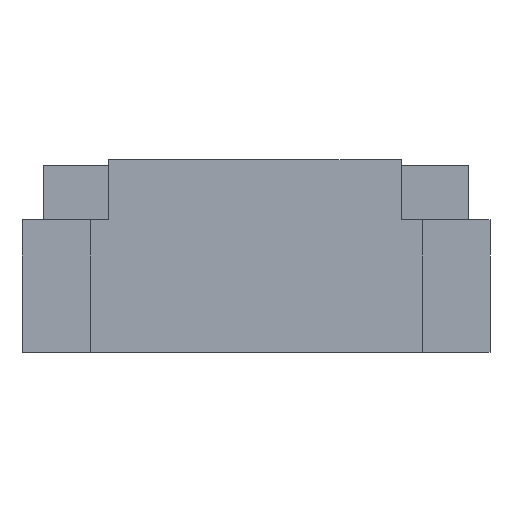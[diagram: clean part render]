
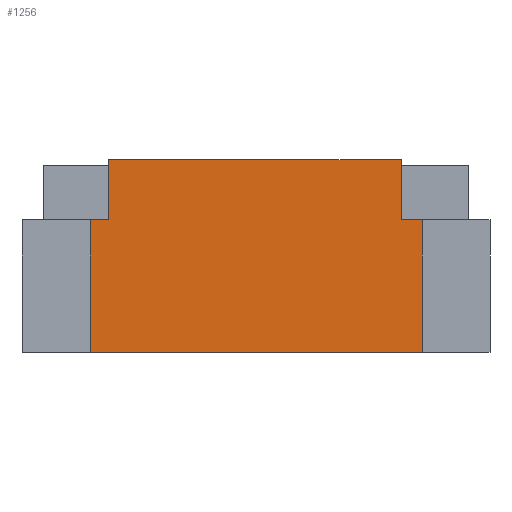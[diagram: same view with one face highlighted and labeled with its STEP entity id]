
A CAD part, left-side view. The second image highlights one B-rep face of the part: STEP entity #1256.
In plain terms, the highlighted planar face has unit normal (-1, 0, 0).
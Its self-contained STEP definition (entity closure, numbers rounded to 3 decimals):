
#947 = VERTEX_POINT('',#948);
#948 = CARTESIAN_POINT('',(0.5,5.483,4.6));
#954 = EDGE_CURVE('',#955,#947,#957,.T.);
#955 = VERTEX_POINT('',#956);
#956 = CARTESIAN_POINT('',(0.5,4.883,4.6));
#957 = LINE('',#958,#959);
#958 = CARTESIAN_POINT('',(0.5,5.383,4.6));
#959 = VECTOR('',#960,1.);
#960 = DIRECTION('',(0.,1.,0.));
#995 = VERTEX_POINT('',#996);
#996 = CARTESIAN_POINT('',(0.5,-4.832,4.6));
#1002 = EDGE_CURVE('',#995,#1003,#1005,.T.);
#1003 = VERTEX_POINT('',#1004);
#1004 = CARTESIAN_POINT('',(0.5,-5.532,4.6));
#1005 = LINE('',#1006,#1007);
#1006 = CARTESIAN_POINT('',(0.5,-5.432,4.6));
#1007 = VECTOR('',#1008,1.);
#1008 = DIRECTION('',(0.,-1.,0.));
#1238 = VERTEX_POINT('',#1239);
#1239 = CARTESIAN_POINT('',(0.5,5.483,0.2));
#1245 = EDGE_CURVE('',#1238,#947,#1246,.T.);
#1246 = LINE('',#1247,#1248);
#1247 = CARTESIAN_POINT('',(0.5,5.483,4.5));
#1248 = VECTOR('',#1249,1.);
#1249 = DIRECTION('',(0.,0.,1.));
#1256 = ADVANCED_FACE('',(#1257),#1298,.T.);
#1257 = FACE_BOUND('',#1258,.T.);
#1258 = EDGE_LOOP('',(#1259,#1260,#1261,#1269,#1275,#1276,#1284,#1292));
#1259 = ORIENTED_EDGE('',*,*,#954,.T.);
#1260 = ORIENTED_EDGE('',*,*,#1245,.F.);
#1261 = ORIENTED_EDGE('',*,*,#1262,.F.);
#1262 = EDGE_CURVE('',#1263,#1238,#1265,.T.);
#1263 = VERTEX_POINT('',#1264);
#1264 = CARTESIAN_POINT('',(0.5,-5.532,0.2));
#1265 = LINE('',#1266,#1267);
#1266 = CARTESIAN_POINT('',(0.5,5.383,0.2));
#1267 = VECTOR('',#1268,1.);
#1268 = DIRECTION('',(0.,1.,0.));
#1269 = ORIENTED_EDGE('',*,*,#1270,.T.);
#1270 = EDGE_CURVE('',#1263,#1003,#1271,.T.);
#1271 = LINE('',#1272,#1273);
#1272 = CARTESIAN_POINT('',(0.5,-5.532,4.));
#1273 = VECTOR('',#1274,1.);
#1274 = DIRECTION('',(0.,0.,1.));
#1275 = ORIENTED_EDGE('',*,*,#1002,.F.);
#1276 = ORIENTED_EDGE('',*,*,#1277,.F.);
#1277 = EDGE_CURVE('',#1278,#995,#1280,.T.);
#1278 = VERTEX_POINT('',#1279);
#1279 = CARTESIAN_POINT('',(0.5,-4.832,6.6));
#1280 = LINE('',#1281,#1282);
#1281 = CARTESIAN_POINT('',(0.5,-4.832,5.));
#1282 = VECTOR('',#1283,1.);
#1283 = DIRECTION('',(-0.,-0.,-1.));
#1284 = ORIENTED_EDGE('',*,*,#1285,.T.);
#1285 = EDGE_CURVE('',#1278,#1286,#1288,.T.);
#1286 = VERTEX_POINT('',#1287);
#1287 = CARTESIAN_POINT('',(0.5,4.883,6.6));
#1288 = LINE('',#1289,#1290);
#1289 = CARTESIAN_POINT('',(0.5,4.883,6.6));
#1290 = VECTOR('',#1291,1.);
#1291 = DIRECTION('',(0.,1.,0.));
#1292 = ORIENTED_EDGE('',*,*,#1293,.F.);
#1293 = EDGE_CURVE('',#955,#1286,#1294,.T.);
#1294 = LINE('',#1295,#1296);
#1295 = CARTESIAN_POINT('',(0.5,4.883,6.5));
#1296 = VECTOR('',#1297,1.);
#1297 = DIRECTION('',(0.,0.,1.));
#1298 = PLANE('',#1299);
#1299 = AXIS2_PLACEMENT_3D('',#1300,#1301,#1302);
#1300 = CARTESIAN_POINT('',(0.5,-0.019,3.325));
#1301 = DIRECTION('',(-1.,-0.,-0.));
#1302 = DIRECTION('',(0.,0.,-1.));
